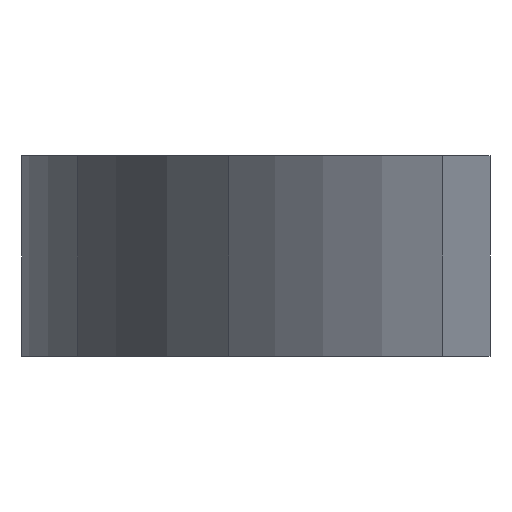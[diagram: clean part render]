
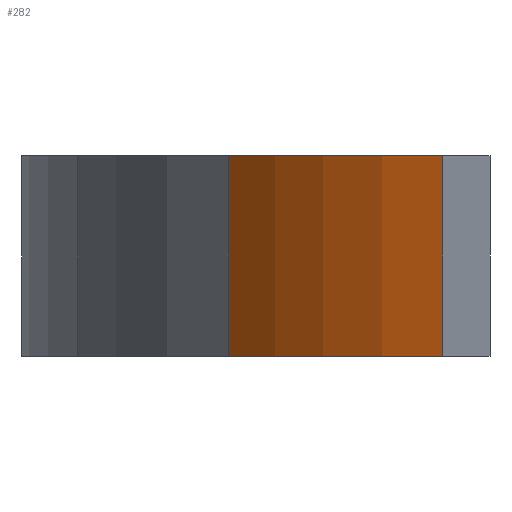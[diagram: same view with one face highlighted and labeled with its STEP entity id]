
A CAD part, front view. The second image highlights one B-rep face of the part: STEP entity #282.
In plain terms, the highlighted free-form (B-spline) face has degree [3, 1] with [4, 2] control points.
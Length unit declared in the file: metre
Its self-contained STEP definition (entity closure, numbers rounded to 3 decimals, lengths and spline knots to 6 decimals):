
#12=B_SPLINE_CURVE_WITH_KNOTS('',2,(#421,#422,#423),.UNSPECIFIED.,.F.,.F.,
(3,3),(0.,1.),.PIECEWISE_BEZIER_KNOTS.);
#13=B_SPLINE_CURVE_WITH_KNOTS('',2,(#425,#426,#427),.UNSPECIFIED.,.F.,.F.,
(3,3),(0.,1.),.PIECEWISE_BEZIER_KNOTS.);
#24=B_SPLINE_SURFACE_WITH_KNOTS('',3,1,((#413,#414),(#415,#416),(#417,#418),
(#419,#420)),.SURF_OF_LINEAR_EXTRUSION.,.F.,.F.,.F.,(4,4),(2,2),(0.,1.),
(0.,1.),.PIECEWISE_BEZIER_KNOTS.);
#42=LINE('',#412,#64);
#43=LINE('',#429,#65);
#64=VECTOR('',#353,1.);
#65=VECTOR('',#354,1.);
#96=ORIENTED_EDGE('',*,*,#177,.T.);
#97=ORIENTED_EDGE('',*,*,#176,.F.);
#98=ORIENTED_EDGE('',*,*,#178,.F.);
#99=ORIENTED_EDGE('',*,*,#179,.T.);
#176=EDGE_CURVE('',#215,#214,#42,.T.);
#177=EDGE_CURVE('',#216,#214,#12,.T.);
#178=EDGE_CURVE('',#217,#215,#13,.T.);
#179=EDGE_CURVE('',#217,#216,#43,.T.);
#214=VERTEX_POINT('',#409);
#215=VERTEX_POINT('',#411);
#216=VERTEX_POINT('',#424);
#217=VERTEX_POINT('',#428);
#246=EDGE_LOOP('',(#96,#97,#98,#99));
#262=FACE_BOUND('',#246,.T.);
#282=ADVANCED_FACE('',(#262),#24,.F.);
#353=DIRECTION('',(0.,0.,1.));
#354=DIRECTION('',(0.,0.,1.));
#409=CARTESIAN_POINT('',(0.159487,-0.009528,0.0095));
#411=CARTESIAN_POINT('',(0.159487,-0.009528,0.0089));
#412=CARTESIAN_POINT('',(0.159487,-0.009528,0.0089));
#413=CARTESIAN_POINT('',(0.160128,-0.010072,0.0089));
#414=CARTESIAN_POINT('',(0.160128,-0.010072,0.0095));
#415=CARTESIAN_POINT('',(0.159899,-0.009969,0.0089));
#416=CARTESIAN_POINT('',(0.159899,-0.009969,0.0095));
#417=CARTESIAN_POINT('',(0.159685,-0.009788,0.0089));
#418=CARTESIAN_POINT('',(0.159685,-0.009788,0.0095));
#419=CARTESIAN_POINT('',(0.159487,-0.009528,0.0089));
#420=CARTESIAN_POINT('',(0.159487,-0.009528,0.0095));
#421=CARTESIAN_POINT('',(0.160128,-0.010072,0.0095));
#422=CARTESIAN_POINT('',(0.159784,-0.009918,0.0095));
#423=CARTESIAN_POINT('',(0.159487,-0.009528,0.0095));
#424=CARTESIAN_POINT('',(0.160128,-0.010072,0.0095));
#425=CARTESIAN_POINT('',(0.160128,-0.010072,0.0089));
#426=CARTESIAN_POINT('',(0.159784,-0.009918,0.0089));
#427=CARTESIAN_POINT('',(0.159487,-0.009528,0.0089));
#428=CARTESIAN_POINT('',(0.160128,-0.010072,0.0089));
#429=CARTESIAN_POINT('',(0.160128,-0.010072,0.0089));
